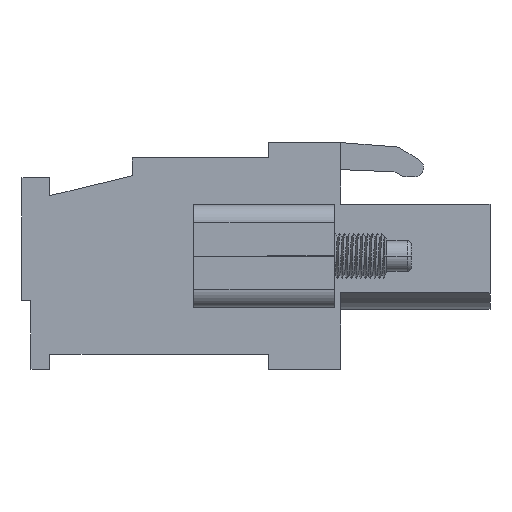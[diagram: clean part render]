
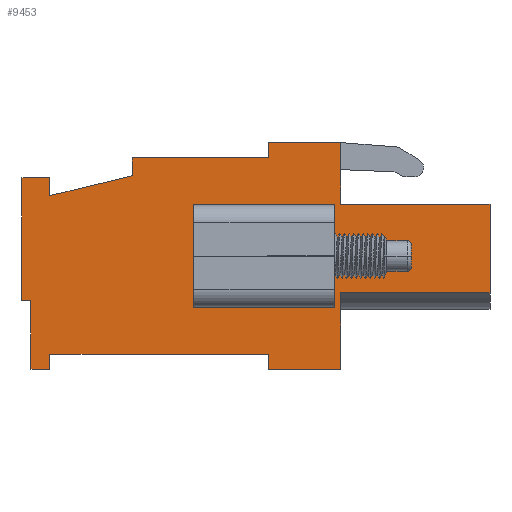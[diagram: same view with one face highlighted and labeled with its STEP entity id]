
A CAD part, left-side view. The second image highlights one B-rep face of the part: STEP entity #9453.
In plain terms, the highlighted planar face has unit normal (-1, 0, 0).
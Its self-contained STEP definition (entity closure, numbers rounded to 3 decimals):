
#1286=DIRECTION('',(0.,0.,-1.));
#1287=VECTOR('',#1286,3.42);
#1288=CARTESIAN_POINT('',(-15.,0.,6.3));
#1289=LINE('',#1288,#1287);
#1290=DIRECTION('',(0.,-1.,0.));
#1291=VECTOR('',#1290,8.3);
#1292=CARTESIAN_POINT('',(-15.,0.,2.88));
#1293=LINE('',#1292,#1291);
#1294=DIRECTION('',(0.,0.,1.));
#1295=VECTOR('',#1294,4.92);
#1296=CARTESIAN_POINT('',(-15.,-8.3,-2.04));
#1297=LINE('',#1296,#1295);
#1298=DIRECTION('',(0.,-1.,0.));
#1299=VECTOR('',#1298,8.3);
#1300=CARTESIAN_POINT('',(-15.,0.,-2.04));
#1301=LINE('',#1300,#1299);
#1302=DIRECTION('',(0.,0.,-1.));
#1303=VECTOR('',#1302,4.26);
#1304=CARTESIAN_POINT('',(-15.,0.,-2.04));
#1305=LINE('',#1304,#1303);
#1306=DIRECTION('',(0.,1.,0.));
#1307=VECTOR('',#1306,4.);
#1308=CARTESIAN_POINT('',(-15.,0.,-6.3));
#1309=LINE('',#1308,#1307);
#1310=DIRECTION('',(0.,0.,-1.));
#1311=VECTOR('',#1310,0.85);
#1312=CARTESIAN_POINT('',(-15.,4.,-5.45));
#1313=LINE('',#1312,#1311);
#1314=DIRECTION('',(0.,-1.,0.));
#1315=VECTOR('',#1314,12.15);
#1316=CARTESIAN_POINT('',(-15.,16.15,-5.45));
#1317=LINE('',#1316,#1315);
#1318=DIRECTION('',(0.,0.,1.));
#1319=VECTOR('',#1318,0.85);
#1320=CARTESIAN_POINT('',(-15.,16.15,-6.3));
#1321=LINE('',#1320,#1319);
#1322=DIRECTION('',(0.,1.,0.));
#1323=VECTOR('',#1322,1.05);
#1324=CARTESIAN_POINT('',(-15.,16.15,-6.3));
#1325=LINE('',#1324,#1323);
#1326=DIRECTION('',(0.,0.,-1.));
#1327=VECTOR('',#1326,3.82);
#1328=CARTESIAN_POINT('',(-15.,17.2,-2.48));
#1329=LINE('',#1328,#1327);
#1330=DIRECTION('',(0.,-1.,0.));
#1331=VECTOR('',#1330,0.5);
#1332=CARTESIAN_POINT('',(-15.,17.7,-2.48));
#1333=LINE('',#1332,#1331);
#1334=DIRECTION('',(0.,0.,1.));
#1335=VECTOR('',#1334,6.83);
#1336=CARTESIAN_POINT('',(-15.,17.7,-2.48));
#1337=LINE('',#1336,#1335);
#1338=DIRECTION('',(0.,1.,0.));
#1339=VECTOR('',#1338,1.55);
#1340=CARTESIAN_POINT('',(-15.,16.15,4.35));
#1341=LINE('',#1340,#1339);
#1342=DIRECTION('',(0.,0.,1.));
#1343=VECTOR('',#1342,1.);
#1344=CARTESIAN_POINT('',(-15.,16.15,3.35));
#1345=LINE('',#1344,#1343);
#1346=DIRECTION('',(0.,0.972,-0.236));
#1347=VECTOR('',#1346,4.713);
#1348=CARTESIAN_POINT('',(-15.,11.57,4.462));
#1349=LINE('',#1348,#1347);
#1350=DIRECTION('',(0.,0.,-1.));
#1351=VECTOR('',#1350,0.988);
#1352=CARTESIAN_POINT('',(-15.,11.57,5.45));
#1353=LINE('',#1352,#1351);
#1354=DIRECTION('',(0.,1.,0.));
#1355=VECTOR('',#1354,7.57);
#1356=CARTESIAN_POINT('',(-15.,4.,5.45));
#1357=LINE('',#1356,#1355);
#1358=DIRECTION('',(0.,0.,-1.));
#1359=VECTOR('',#1358,0.85);
#1360=CARTESIAN_POINT('',(-15.,4.,6.3));
#1361=LINE('',#1360,#1359);
#1362=DIRECTION('',(0.,-1.,0.));
#1363=VECTOR('',#1362,4.);
#1364=CARTESIAN_POINT('',(-15.,4.,6.3));
#1365=LINE('',#1364,#1363);
#1366=DIRECTION('',(0.,1.,0.));
#1367=VECTOR('',#1366,7.1);
#1368=CARTESIAN_POINT('',(-15.,1.05,-2.85));
#1369=LINE('',#1368,#1367);
#1370=DIRECTION('',(0.,0.,1.));
#1371=VECTOR('',#1370,5.7);
#1372=CARTESIAN_POINT('',(-15.,1.05,-2.85));
#1373=LINE('',#1372,#1371);
#1374=DIRECTION('',(0.,1.,0.));
#1375=VECTOR('',#1374,7.1);
#1376=CARTESIAN_POINT('',(-15.,1.05,2.85));
#1377=LINE('',#1376,#1375);
#1378=DIRECTION('',(0.,0.,1.));
#1379=VECTOR('',#1378,5.7);
#1380=CARTESIAN_POINT('',(-15.,8.15,-2.85));
#1381=LINE('',#1380,#1379);
#7581=CARTESIAN_POINT('',(-15.,0.,6.3));
#7582=CARTESIAN_POINT('',(-15.,0.,2.88));
#7583=VERTEX_POINT('',#7581);
#7584=VERTEX_POINT('',#7582);
#7585=CARTESIAN_POINT('',(-15.,0.,-2.04));
#7586=CARTESIAN_POINT('',(-15.,0.,-6.3));
#7587=VERTEX_POINT('',#7585);
#7588=VERTEX_POINT('',#7586);
#7589=CARTESIAN_POINT('',(-15.,4.,-6.3));
#7590=VERTEX_POINT('',#7589);
#7591=CARTESIAN_POINT('',(-15.,16.15,-6.3));
#7592=CARTESIAN_POINT('',(-15.,17.2,-6.3));
#7593=VERTEX_POINT('',#7591);
#7594=VERTEX_POINT('',#7592);
#7595=CARTESIAN_POINT('',(-15.,17.7,-2.48));
#7596=CARTESIAN_POINT('',(-15.,17.7,4.35));
#7597=VERTEX_POINT('',#7595);
#7598=VERTEX_POINT('',#7596);
#7599=CARTESIAN_POINT('',(-15.,4.,6.3));
#7600=VERTEX_POINT('',#7599);
#7601=CARTESIAN_POINT('',(-15.,17.2,-2.48));
#7602=VERTEX_POINT('',#7601);
#7603=CARTESIAN_POINT('',(-15.,16.15,-5.45));
#7604=VERTEX_POINT('',#7603);
#7605=CARTESIAN_POINT('',(-15.,4.,-5.45));
#7606=VERTEX_POINT('',#7605);
#7607=CARTESIAN_POINT('',(-15.,4.,5.45));
#7608=VERTEX_POINT('',#7607);
#7609=CARTESIAN_POINT('',(-15.,11.57,5.45));
#7610=VERTEX_POINT('',#7609);
#7611=CARTESIAN_POINT('',(-15.,11.57,4.462));
#7612=CARTESIAN_POINT('',(-15.,16.15,3.35));
#7613=VERTEX_POINT('',#7611);
#7614=VERTEX_POINT('',#7612);
#7615=CARTESIAN_POINT('',(-15.,16.15,4.35));
#7616=VERTEX_POINT('',#7615);
#7617=CARTESIAN_POINT('',(-15.,-8.3,-2.04));
#7618=CARTESIAN_POINT('',(-15.,-8.3,2.88));
#7619=VERTEX_POINT('',#7617);
#7620=VERTEX_POINT('',#7618);
#7823=CARTESIAN_POINT('',(-15.,1.05,-2.85));
#7824=CARTESIAN_POINT('',(-15.,8.15,-2.85));
#7825=VERTEX_POINT('',#7823);
#7826=VERTEX_POINT('',#7824);
#7827=CARTESIAN_POINT('',(-15.,1.05,2.85));
#7828=CARTESIAN_POINT('',(-15.,8.15,2.85));
#7829=VERTEX_POINT('',#7827);
#7830=VERTEX_POINT('',#7828);
#9408=CARTESIAN_POINT('',(-15.,20.099,-13.05));
#9409=DIRECTION('',(-1.,0.,0.));
#9410=DIRECTION('',(0.,-1.,0.));
#9411=AXIS2_PLACEMENT_3D('',#9408,#9409,#9410);
#9412=PLANE('',#9411);
#9413=ORIENTED_EDGE('',*,*,#9119,.T.);
#9415=ORIENTED_EDGE('',*,*,#9414,.T.);
#9416=ORIENTED_EDGE('',*,*,#9259,.F.);
#9417=ORIENTED_EDGE('',*,*,#9400,.F.);
#9418=ORIENTED_EDGE('',*,*,#9198,.T.);
#9420=ORIENTED_EDGE('',*,*,#9419,.T.);
#9422=ORIENTED_EDGE('',*,*,#9421,.F.);
#9424=ORIENTED_EDGE('',*,*,#9423,.F.);
#9426=ORIENTED_EDGE('',*,*,#9425,.F.);
#9428=ORIENTED_EDGE('',*,*,#9427,.T.);
#9430=ORIENTED_EDGE('',*,*,#9429,.F.);
#9432=ORIENTED_EDGE('',*,*,#9431,.F.);
#9433=ORIENTED_EDGE('',*,*,#8176,.T.);
#9434=ORIENTED_EDGE('',*,*,#8880,.F.);
#9435=ORIENTED_EDGE('',*,*,#8895,.F.);
#9436=ORIENTED_EDGE('',*,*,#8910,.F.);
#9437=ORIENTED_EDGE('',*,*,#8925,.F.);
#9438=ORIENTED_EDGE('',*,*,#8940,.F.);
#9439=ORIENTED_EDGE('',*,*,#8985,.F.);
#9440=ORIENTED_EDGE('',*,*,#9016,.T.);
#9441=EDGE_LOOP('',(#9413,#9415,#9416,#9417,#9418,#9420,#9422,#9424,#9426,#9428,
#9430,#9432,#9433,#9434,#9435,#9436,#9437,#9438,#9439,#9440));
#9442=FACE_OUTER_BOUND('',#9441,.F.);
#9444=ORIENTED_EDGE('',*,*,#9443,.F.);
#9446=ORIENTED_EDGE('',*,*,#9445,.T.);
#9448=ORIENTED_EDGE('',*,*,#9447,.T.);
#9450=ORIENTED_EDGE('',*,*,#9449,.F.);
#9451=EDGE_LOOP('',(#9444,#9446,#9448,#9450));
#9452=FACE_BOUND('',#9451,.F.);
#9453=ADVANCED_FACE('',(#9442,#9452),#9412,.T.);
#8176=EDGE_CURVE('',#7597,#7598,#1337,.T.);
#8880=EDGE_CURVE('',#7616,#7598,#1341,.T.);
#8895=EDGE_CURVE('',#7614,#7616,#1345,.T.);
#8910=EDGE_CURVE('',#7613,#7614,#1349,.T.);
#8925=EDGE_CURVE('',#7610,#7613,#1353,.T.);
#8940=EDGE_CURVE('',#7608,#7610,#1357,.T.);
#8985=EDGE_CURVE('',#7600,#7608,#1361,.T.);
#9016=EDGE_CURVE('',#7600,#7583,#1365,.T.);
#9119=EDGE_CURVE('',#7583,#7584,#1289,.T.);
#9198=EDGE_CURVE('',#7587,#7588,#1305,.T.);
#9259=EDGE_CURVE('',#7619,#7620,#1297,.T.);
#9400=EDGE_CURVE('',#7587,#7619,#1301,.T.);
#9414=EDGE_CURVE('',#7584,#7620,#1293,.T.);
#9419=EDGE_CURVE('',#7588,#7590,#1309,.T.);
#9421=EDGE_CURVE('',#7606,#7590,#1313,.T.);
#9423=EDGE_CURVE('',#7604,#7606,#1317,.T.);
#9425=EDGE_CURVE('',#7593,#7604,#1321,.T.);
#9427=EDGE_CURVE('',#7593,#7594,#1325,.T.);
#9429=EDGE_CURVE('',#7602,#7594,#1329,.T.);
#9431=EDGE_CURVE('',#7597,#7602,#1333,.T.);
#9443=EDGE_CURVE('',#7825,#7826,#1369,.T.);
#9445=EDGE_CURVE('',#7825,#7829,#1373,.T.);
#9447=EDGE_CURVE('',#7829,#7830,#1377,.T.);
#9449=EDGE_CURVE('',#7826,#7830,#1381,.T.);
